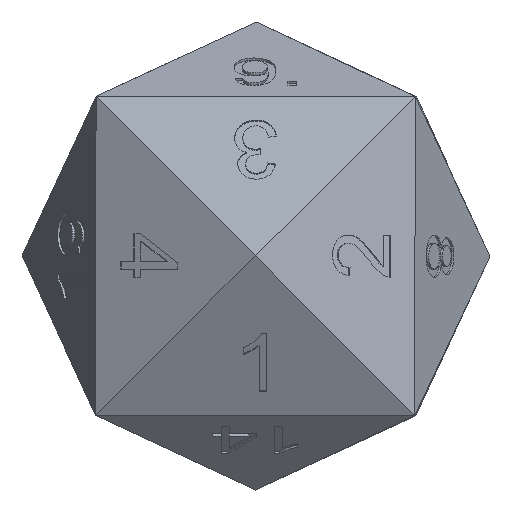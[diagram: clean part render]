
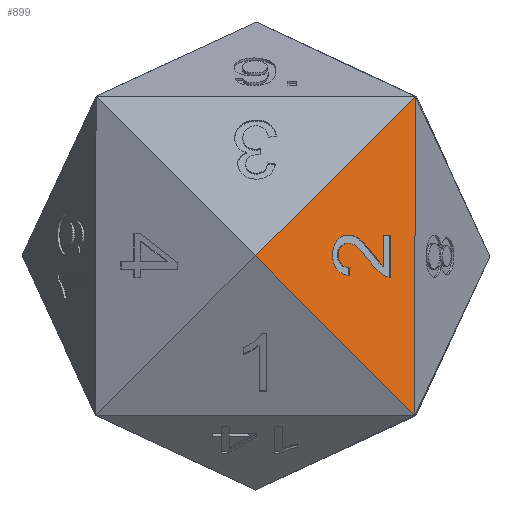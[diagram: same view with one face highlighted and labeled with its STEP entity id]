
A CAD part, front view. The second image highlights one B-rep face of the part: STEP entity #899.
In plain terms, the highlighted planar face has unit normal (0.419, -0.908, 0).
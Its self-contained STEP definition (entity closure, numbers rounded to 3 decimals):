
#32=CARTESIAN_POINT('',(42.255,-14.948,46.974));
#33=VERTEX_POINT('',#32);
#752=CARTESIAN_POINT('',(42.235,-14.954,34.474));
#753=DIRECTION('',(0.419,-0.908,0.));
#754=DIRECTION('',(0.908,0.419,-0.002));
#755=AXIS2_PLACEMENT_3D('',#752,#753,#754);
#756=PLANE('',#755);
#757=CARTESIAN_POINT('',(42.215,-14.959,21.974));
#758=VERTEX_POINT('',#757);
#759=CARTESIAN_POINT('',(42.255,-14.948,46.974));
#760=DIRECTION('',(-0.002,0.,-1.));
#761=VECTOR('',#760,25.);
#762=LINE('',#759,#761);
#763=EDGE_CURVE('',#33,#758,#762,.T.);
#764=ORIENTED_EDGE('',*,*,#763,.F.);
#765=CARTESIAN_POINT('',(29.713,-20.734,34.496));
#766=VERTEX_POINT('',#765);
#767=CARTESIAN_POINT('',(29.713,-20.734,34.496));
#768=DIRECTION('',(0.674,0.311,0.67));
#769=VECTOR('',#768,18.614);
#770=LINE('',#767,#769);
#771=EDGE_CURVE('',#766,#33,#770,.T.);
#772=ORIENTED_EDGE('',*,*,#771,.F.);
#773=CARTESIAN_POINT('',(29.713,-20.734,34.496));
#774=DIRECTION('',(0.672,0.31,-0.673));
#775=VECTOR('',#774,18.614);
#776=LINE('',#773,#775);
#777=EDGE_CURVE('',#766,#758,#776,.T.);
#778=ORIENTED_EDGE('',*,*,#777,.T.);
#779=EDGE_LOOP('',(#764,#772,#778));
#780=FACE_BOUND('',#779,.T.);
#781=CARTESIAN_POINT('',(37.093,-17.327,32.949));
#782=VERTEX_POINT('',#781);
#783=CARTESIAN_POINT('',(38.931,-16.479,34.65));
#784=VERTEX_POINT('',#783);
#785=CARTESIAN_POINT('',(37.093,-17.327,32.949));
#786=CARTESIAN_POINT('',(36.666,-17.524,32.993));
#787=CARTESIAN_POINT('',(36.341,-17.674,33.156));
#788=CARTESIAN_POINT('',(36.117,-17.777,33.438));
#789=CARTESIAN_POINT('',(35.894,-17.881,33.72));
#790=CARTESIAN_POINT('',(35.783,-17.932,34.099));
#791=CARTESIAN_POINT('',(35.784,-17.932,34.574));
#792=CARTESIAN_POINT('',(35.784,-17.932,35.053));
#793=CARTESIAN_POINT('',(35.906,-17.876,35.432));
#794=CARTESIAN_POINT('',(36.147,-17.764,35.711));
#795=CARTESIAN_POINT('',(36.389,-17.653,35.99));
#796=CARTESIAN_POINT('',(36.689,-17.515,36.13));
#797=CARTESIAN_POINT('',(37.045,-17.35,36.129));
#798=CARTESIAN_POINT('',(37.227,-17.266,36.129));
#799=CARTESIAN_POINT('',(37.405,-17.184,36.087));
#800=CARTESIAN_POINT('',(37.581,-17.103,36.005));
#801=CARTESIAN_POINT('',(37.756,-17.022,35.923));
#802=CARTESIAN_POINT('',(37.94,-16.937,35.787));
#803=CARTESIAN_POINT('',(38.134,-16.847,35.597));
#804=CARTESIAN_POINT('',(38.328,-16.758,35.407));
#805=CARTESIAN_POINT('',(38.593,-16.635,35.091));
#806=CARTESIAN_POINT('',(38.931,-16.479,34.65));
#807=B_SPLINE_CURVE_WITH_KNOTS('',3,(#785,#786,#787,#788,#789,#790,#791,#792,#793,#794,#795,#796,#797,#798,#799,#800,#801,#802,#803,#804,#805,#806),.UNSPECIFIED.,.F.,.F.,(4,3,3,3,3,3,3,4),(0.,0.156,0.312,0.469,0.627,0.707,0.787,0.867),.UNSPECIFIED.);
#808=EDGE_CURVE('',#782,#784,#807,.T.);
#809=ORIENTED_EDGE('',*,*,#808,.T.);
#810=CARTESIAN_POINT('',(39.802,-16.077,33.68));
#811=VERTEX_POINT('',#810);
#812=CARTESIAN_POINT('',(38.931,-16.479,34.65));
#813=CARTESIAN_POINT('',(39.211,-16.35,34.281));
#814=CARTESIAN_POINT('',(39.401,-16.262,34.045));
#815=CARTESIAN_POINT('',(39.501,-16.216,33.94));
#816=CARTESIAN_POINT('',(39.6,-16.17,33.835));
#817=CARTESIAN_POINT('',(39.701,-16.123,33.749));
#818=CARTESIAN_POINT('',(39.802,-16.077,33.68));
#819=B_SPLINE_CURVE_WITH_KNOTS('',3,(#812,#813,#814,#815,#816,#817,#818),.UNSPECIFIED.,.F.,.F.,(4,3,4),(0.867,0.933,1.),.UNSPECIFIED.);
#820=EDGE_CURVE('',#784,#811,#819,.T.);
#821=ORIENTED_EDGE('',*,*,#820,.T.);
#822=CARTESIAN_POINT('',(39.806,-16.076,36.131));
#823=VERTEX_POINT('',#822);
#824=CARTESIAN_POINT('',(39.802,-16.077,33.68));
#825=DIRECTION('',(0.002,0.,1.));
#826=VECTOR('',#825,2.451);
#827=LINE('',#824,#826);
#828=EDGE_CURVE('',#811,#823,#827,.T.);
#829=ORIENTED_EDGE('',*,*,#828,.T.);
#830=CARTESIAN_POINT('',(40.341,-15.829,36.13));
#831=VERTEX_POINT('',#830);
#832=CARTESIAN_POINT('',(39.806,-16.076,36.131));
#833=DIRECTION('',(0.908,0.419,-0.002));
#834=VECTOR('',#833,0.59);
#835=LINE('',#832,#834);
#836=EDGE_CURVE('',#823,#831,#835,.T.);
#837=ORIENTED_EDGE('',*,*,#836,.T.);
#838=CARTESIAN_POINT('',(40.336,-15.83,32.827));
#839=VERTEX_POINT('',#838);
#840=CARTESIAN_POINT('',(40.341,-15.829,36.13));
#841=DIRECTION('',(-0.002,0.,-1.));
#842=VECTOR('',#841,3.303);
#843=LINE('',#840,#842);
#844=EDGE_CURVE('',#831,#839,#843,.T.);
#845=ORIENTED_EDGE('',*,*,#844,.T.);
#846=CARTESIAN_POINT('',(39.949,-16.009,32.899));
#847=VERTEX_POINT('',#846);
#848=CARTESIAN_POINT('',(40.336,-15.83,32.827));
#849=CARTESIAN_POINT('',(40.202,-15.892,32.823));
#850=CARTESIAN_POINT('',(40.073,-15.951,32.847));
#851=CARTESIAN_POINT('',(39.949,-16.009,32.899));
#852=B_SPLINE_CURVE_WITH_KNOTS('',3,(#848,#849,#850,#851),.UNSPECIFIED.,.F.,.F.,(4,4),(0.,0.049),.UNSPECIFIED.);
#853=EDGE_CURVE('',#839,#847,#852,.T.);
#854=ORIENTED_EDGE('',*,*,#853,.T.);
#855=CARTESIAN_POINT('',(38.661,-16.604,34.108));
#856=VERTEX_POINT('',#855);
#857=CARTESIAN_POINT('',(39.949,-16.009,32.899));
#858=CARTESIAN_POINT('',(39.745,-16.103,32.984));
#859=CARTESIAN_POINT('',(39.544,-16.196,33.119));
#860=CARTESIAN_POINT('',(39.346,-16.287,33.304));
#861=CARTESIAN_POINT('',(39.149,-16.378,33.49));
#862=CARTESIAN_POINT('',(38.92,-16.484,33.758));
#863=CARTESIAN_POINT('',(38.661,-16.604,34.108));
#864=B_SPLINE_CURVE_WITH_KNOTS('',3,(#857,#858,#859,#860,#861,#862,#863),.UNSPECIFIED.,.F.,.F.,(4,3,4),(0.049,0.129,0.21),.UNSPECIFIED.);
#865=EDGE_CURVE('',#847,#856,#864,.T.);
#866=ORIENTED_EDGE('',*,*,#865,.T.);
#867=CARTESIAN_POINT('',(37.153,-17.3,33.579));
#868=VERTEX_POINT('',#867);
#869=CARTESIAN_POINT('',(38.661,-16.604,34.108));
#870=CARTESIAN_POINT('',(38.257,-16.79,34.652));
#871=CARTESIAN_POINT('',(37.938,-16.938,35.02));
#872=CARTESIAN_POINT('',(37.702,-17.047,35.211));
#873=CARTESIAN_POINT('',(37.466,-17.156,35.402));
#874=CARTESIAN_POINT('',(37.243,-17.259,35.498));
#875=CARTESIAN_POINT('',(37.032,-17.356,35.498));
#876=CARTESIAN_POINT('',(36.811,-17.458,35.499));
#877=CARTESIAN_POINT('',(36.625,-17.544,35.412));
#878=CARTESIAN_POINT('',(36.473,-17.614,35.239));
#879=CARTESIAN_POINT('',(36.321,-17.684,35.065));
#880=CARTESIAN_POINT('',(36.245,-17.719,34.839));
#881=CARTESIAN_POINT('',(36.245,-17.719,34.559));
#882=CARTESIAN_POINT('',(36.244,-17.719,34.264));
#883=CARTESIAN_POINT('',(36.324,-17.682,34.027));
#884=CARTESIAN_POINT('',(36.485,-17.608,33.85));
#885=CARTESIAN_POINT('',(36.645,-17.534,33.672));
#886=CARTESIAN_POINT('',(36.868,-17.431,33.582));
#887=CARTESIAN_POINT('',(37.153,-17.3,33.579));
#888=B_SPLINE_CURVE_WITH_KNOTS('',3,(#869,#870,#871,#872,#873,#874,#875,#876,#877,#878,#879,#880,#881,#882,#883,#884,#885,#886,#887),.UNSPECIFIED.,.F.,.F.,(4,3,3,3,3,3,4),(0.21,0.335,0.46,0.591,0.723,0.861,1.),.UNSPECIFIED.);
#889=EDGE_CURVE('',#856,#868,#888,.T.);
#890=ORIENTED_EDGE('',*,*,#889,.T.);
#891=CARTESIAN_POINT('',(37.153,-17.3,33.579));
#892=DIRECTION('',(-0.094,-0.043,-0.995));
#893=VECTOR('',#892,0.634);
#894=LINE('',#891,#893);
#895=EDGE_CURVE('',#868,#782,#894,.T.);
#896=ORIENTED_EDGE('',*,*,#895,.T.);
#897=EDGE_LOOP('',(#809,#821,#829,#837,#845,#854,#866,#890,#896));
#898=FACE_BOUND('',#897,.T.);
#899=ADVANCED_FACE('',(#780,#898),#756,.T.);
